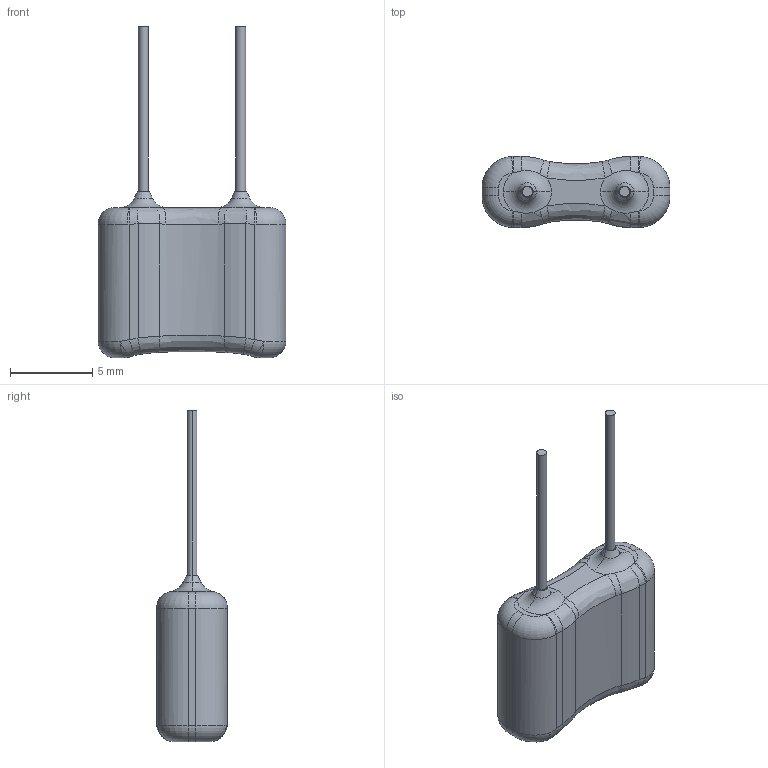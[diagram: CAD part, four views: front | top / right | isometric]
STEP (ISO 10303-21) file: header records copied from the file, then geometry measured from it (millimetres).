
FILE_DESCRIPTION (( 'STEP AP203' ), '1' );
FILE_NAME ('mica-cap.STEP', '2011-03-12T11:40:00', ( '' ), ( '' ), 'SwSTEP 2.0', 'SolidWorks 2010', '' );
FILE_SCHEMA (( 'CONFIG_CONTROL_DESIGN' ));
Length unit declared in the file: millimetre
Products named in the file (1): mica-cap
Bounding box: 11.4 x 4.3 x 20.1 mm (x, y, z)
Volume: 375.6 mm3; surface area: 354.6 mm2
Topology: 1 solids, 1 shells, 88 faces, 196 edges, 112 vertices
Faces by surface type: bspline 35, cylinder 18, plane 15, torus 12, cone 4, sphere 4
Entity records: 2984 total; most frequent: CARTESIAN_POINT 1164, ORIENTED_EDGE 392, DIRECTION 336, EDGE_CURVE 196, AXIS2_PLACEMENT_3D 150, VERTEX_POINT 112, CIRCLE 96, EDGE_LOOP 90
